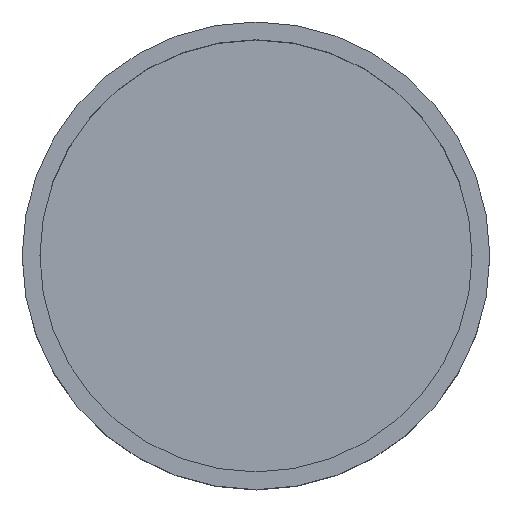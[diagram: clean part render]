
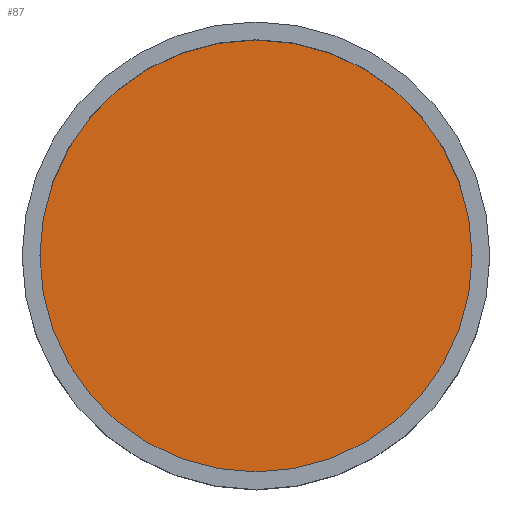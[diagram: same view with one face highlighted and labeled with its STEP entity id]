
A CAD part, top view. The second image highlights one B-rep face of the part: STEP entity #87.
In plain terms, the highlighted planar face has unit normal (0, 0, 1).
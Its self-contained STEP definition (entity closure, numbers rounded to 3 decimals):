
#26=PLANE('',#114);
#38=FACE_OUTER_BOUND('',#45,.T.);
#45=EDGE_LOOP('',(#80));
#51=CIRCLE('',#112,28.);
#56=VERTEX_POINT('',#167);
#64=EDGE_CURVE('',#56,#56,#51,.T.);
#80=ORIENTED_EDGE('',*,*,#64,.T.);
#87=ADVANCED_FACE('',(#38),#26,.T.);
#112=AXIS2_PLACEMENT_3D('',#169,#141,#142);
#114=AXIS2_PLACEMENT_3D('',#171,#145,#146);
#141=DIRECTION('center_axis',(0.,0.,1.));
#142=DIRECTION('ref_axis',(-1.,0.,0.));
#145=DIRECTION('center_axis',(0.,0.,1.));
#146=DIRECTION('ref_axis',(1.,0.,0.));
#167=CARTESIAN_POINT('',(28.,0.,2.5));
#169=CARTESIAN_POINT('Origin',(0.,0.,2.5));
#171=CARTESIAN_POINT('Origin',(0.,0.,2.5));
